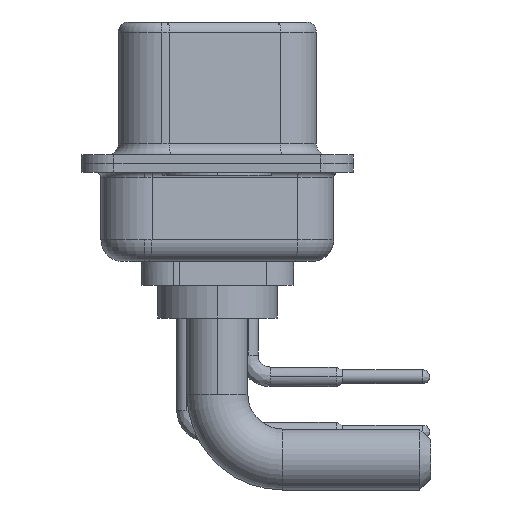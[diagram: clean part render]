
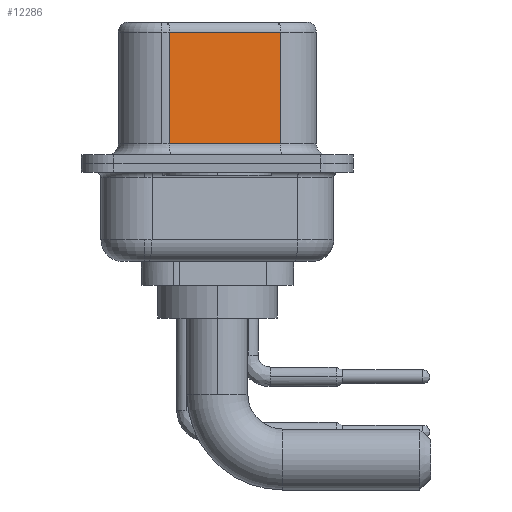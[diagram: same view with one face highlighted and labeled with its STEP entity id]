
A CAD part, left-side view. The second image highlights one B-rep face of the part: STEP entity #12286.
In plain terms, the highlighted planar face has unit normal (-0.985, -0.174, 0).
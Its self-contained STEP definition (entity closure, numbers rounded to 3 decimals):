
#42 = VECTOR ( 'NONE', #5243, 1000. ) ;
#155 = PLANE ( 'NONE',  #6587 ) ;
#867 = VECTOR ( 'NONE', #21932, 1000. ) ;
#1289 = CARTESIAN_POINT ( 'NONE',  ( 4.58, -2.897, 6.52 ) ) ;
#2976 = EDGE_CURVE ( 'NONE', #16370, #6154, #20784, .T. ) ;
#3433 = LINE ( 'NONE', #1289, #9933 ) ;
#4347 = DIRECTION ( 'NONE',  ( 0.174, -0.985, 0. ) ) ;
#5243 = DIRECTION ( 'NONE',  ( 0., 0., -1. ) ) ;
#5305 = CARTESIAN_POINT ( 'NONE',  ( 4.58, -2.897, 0.9 ) ) ;
#6154 = VERTEX_POINT ( 'NONE', #7361 ) ;
#6587 = AXIS2_PLACEMENT_3D ( 'NONE', #17712, #23286, #7978 ) ;
#7193 = EDGE_CURVE ( 'NONE', #15388, #23246, #3433, .T. ) ;
#7361 = CARTESIAN_POINT ( 'NONE',  ( 3.68, 2.203, 0.9 ) ) ;
#7569 = ORIENTED_EDGE ( 'NONE', *, *, #24378, .T. ) ;
#7978 = DIRECTION ( 'NONE',  ( -0.174, 0.985, 0. ) ) ;
#9933 = VECTOR ( 'NONE', #20376, 1000. ) ;
#10528 = CARTESIAN_POINT ( 'NONE',  ( 4.58, -2.897, 6.02 ) ) ;
#10648 = EDGE_CURVE ( 'NONE', #15388, #16370, #23812, .T. ) ;
#12166 = CARTESIAN_POINT ( 'NONE',  ( 4.58, -2.897, 0.9 ) ) ;
#12286 = ADVANCED_FACE ( 'NONE', ( #17473 ), #155, .F. ) ;
#13191 = CARTESIAN_POINT ( 'NONE',  ( 3.68, 2.203, 6.52 ) ) ;
#14028 = CARTESIAN_POINT ( 'NONE',  ( 3.68, 2.203, 6.02 ) ) ;
#14923 = ORIENTED_EDGE ( 'NONE', *, *, #2976, .T. ) ;
#15258 = ORIENTED_EDGE ( 'NONE', *, *, #7193, .F. ) ;
#15388 = VERTEX_POINT ( 'NONE', #20825 ) ;
#16172 = VECTOR ( 'NONE', #4347, 1000. ) ;
#16370 = VERTEX_POINT ( 'NONE', #14028 ) ;
#17388 = ORIENTED_EDGE ( 'NONE', *, *, #10648, .T. ) ;
#17473 = FACE_OUTER_BOUND ( 'NONE', #18709, .T. ) ;
#17712 = CARTESIAN_POINT ( 'NONE',  ( 4.58, -2.897, 6.52 ) ) ;
#18709 = EDGE_LOOP ( 'NONE', ( #15258, #17388, #14923, #7569 ) ) ;
#20376 = DIRECTION ( 'NONE',  ( 0., 0., -1. ) ) ;
#20784 = LINE ( 'NONE', #13191, #42 ) ;
#20825 = CARTESIAN_POINT ( 'NONE',  ( 4.58, -2.897, 6.02 ) ) ;
#21653 = LINE ( 'NONE', #12166, #16172 ) ;
#21932 = DIRECTION ( 'NONE',  ( -0.174, 0.985, 0. ) ) ;
#23246 = VERTEX_POINT ( 'NONE', #5305 ) ;
#23286 = DIRECTION ( 'NONE',  ( 0.985, 0.174, 0. ) ) ;
#23812 = LINE ( 'NONE', #10528, #867 ) ;
#24378 = EDGE_CURVE ( 'NONE', #6154, #23246, #21653, .T. ) ;
